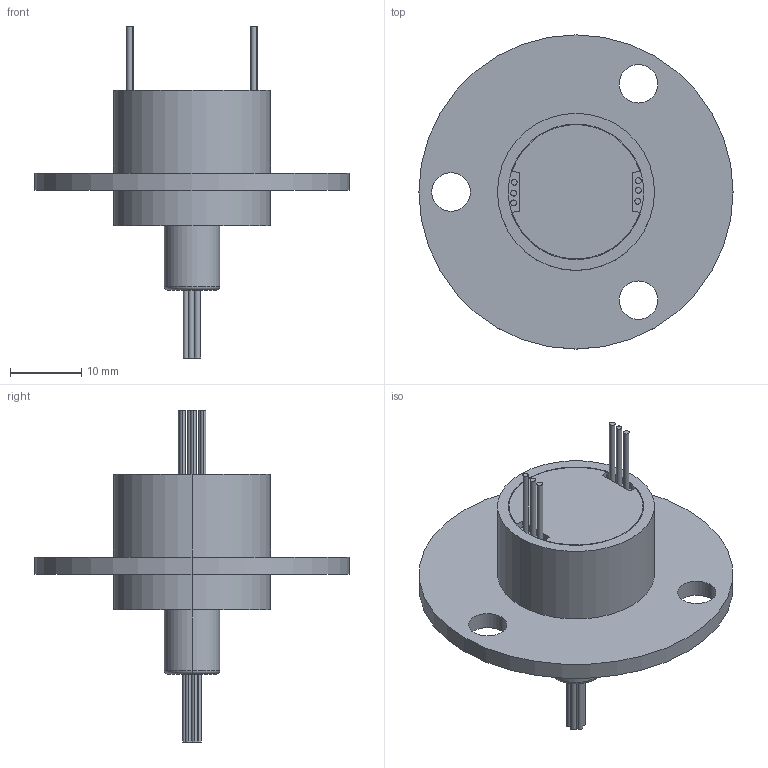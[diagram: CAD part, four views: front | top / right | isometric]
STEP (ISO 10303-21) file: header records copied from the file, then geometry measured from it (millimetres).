
FILE_DESCRIPTION (( 'STEP AP203' ), '1' );
FILE_NAME ('MC190.STEP', '2017-09-22T00:56:02', ( 'Windows' ), ( 'Microsoft' ), 'SwSTEP 2.0', 'SolidWorks 2010', '' );
FILE_SCHEMA (( 'CONFIG_CONTROL_DESIGN' ));
Length unit declared in the file: millimetre
Products named in the file (1): MC190
Bounding box: 44 x 44 x 46.5 mm (x, y, z)
Volume: 10093.8 mm3; surface area: 5364 mm2
Topology: 1 solids, 1 shells, 80 faces, 170 edges, 112 vertices
Faces by surface type: cylinder 48, plane 28, torus 4
Entity records: 2295 total; most frequent: DIRECTION 436, CARTESIAN_POINT 363, ORIENTED_EDGE 340, AXIS2_PLACEMENT_3D 185, EDGE_CURVE 170, VERTEX_POINT 112, EDGE_LOOP 106, CIRCLE 104
